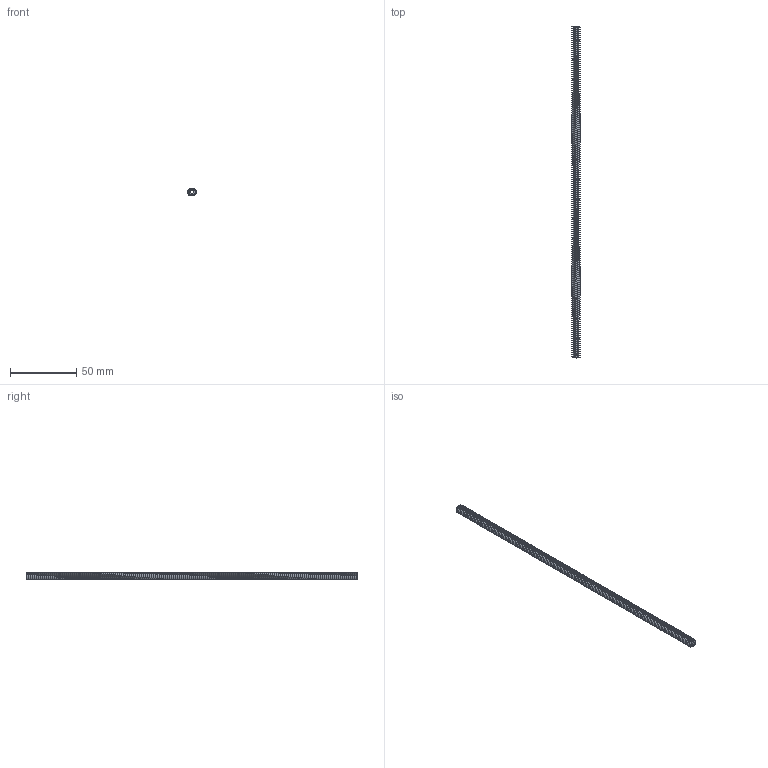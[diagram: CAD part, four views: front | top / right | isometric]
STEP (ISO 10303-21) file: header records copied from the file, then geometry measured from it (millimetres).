
FILE_DESCRIPTION(('FreeCAD Model'),'2;1');
FILE_NAME('Open CASCADE Shape Model','2023-11-29T17:08:54',(''),(''), 'Open CASCADE STEP processor 7.6','FreeCAD','Unknown');
FILE_SCHEMA(('AUTOMOTIVE_DESIGN { 1 0 10303 214 1 1 1 1 }'));
Products named in the file (1): Threaded Rod FL-RH BU19.25 - SPN-THR-0077 (stemfie.org)
Bounding box: 6.6 x 250.62 x 5 mm (x, y, z)
Volume: 4569.3 mm3; surface area: 9011.1 mm2
Topology: 1 solids, 1 shells, 1132 faces, 3112 edges, 2013 vertices
Faces by surface type: plane 649, bspline 368, extrusion 108, cone 6, cylinder 1
Full cylindrical faces by diameter (mm): 2 x1
Entity records: 192987 total; most frequent: CARTESIAN_POINT 140455, ORIENTED_EDGE 6224, PCURVE 6224, DEFINITIONAL_REPRESENTATION 6224, DIRECTION 6117, VECTOR 4765, B_SPLINE_CURVE_WITH_KNOTS 4759, LINE 4657
